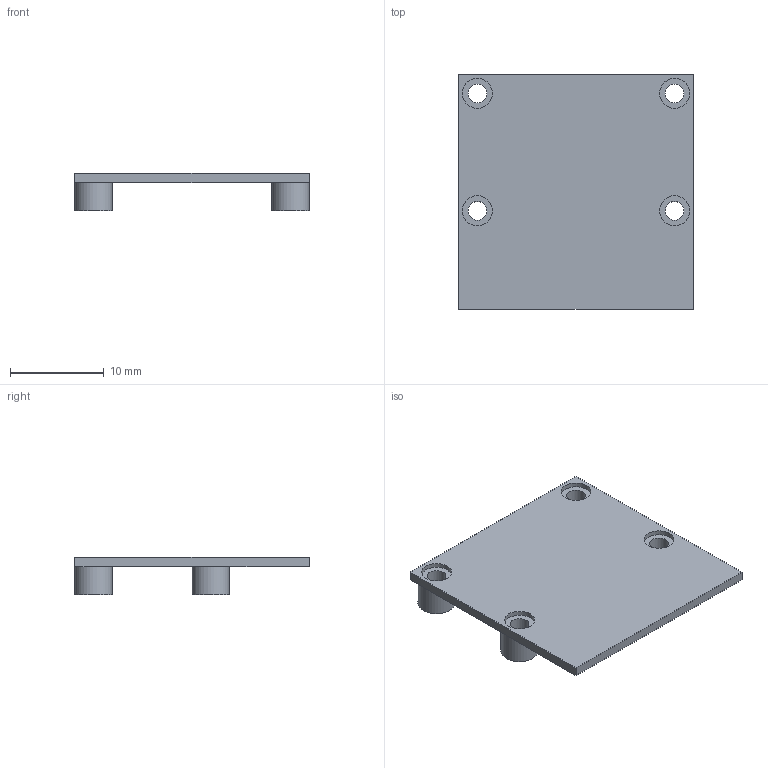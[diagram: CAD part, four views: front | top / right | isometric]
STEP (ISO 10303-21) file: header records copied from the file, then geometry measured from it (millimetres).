
FILE_DESCRIPTION(/* description */ (''),/* implementation_level */ '2;1');
FILE_NAME(/* name */ 'Attache camra_PART2 v1.step',/* time_stamp */ '2023-06-05T13:57:03+02:00',/* author */ (''),/* organization */ (''),/* preprocessor_version */ 'ST-DEVELOPER v19.2',/* originating_system */ 'Autodesk Translation Framework v12.6.0.85',/* authorisation */ '');
FILE_SCHEMA (('AUTOMOTIVE_DESIGN { 1 0 10303 214 3 1 1 }'));
Length unit declared in the file: millimetre
Products named in the file (1): Attache caméra_PART2
Bounding box: 25 x 25 x 4 mm (x, y, z)
Volume: 715.7 mm3; surface area: 1583.7 mm2
Topology: 1 solids, 1 shells, 28 faces, 58 edges, 36 vertices
Faces by surface type: plane 16, cylinder 12
Full cylindrical faces by diameter (mm): 2 x4, 3.2 x4, 4 x4
Entity records: 795 total; most frequent: DIRECTION 144, CARTESIAN_POINT 123, ORIENTED_EDGE 116, EDGE_CURVE 58, AXIS2_PLACEMENT_3D 57, EDGE_LOOP 40, VERTEX_POINT 36, LINE 30
